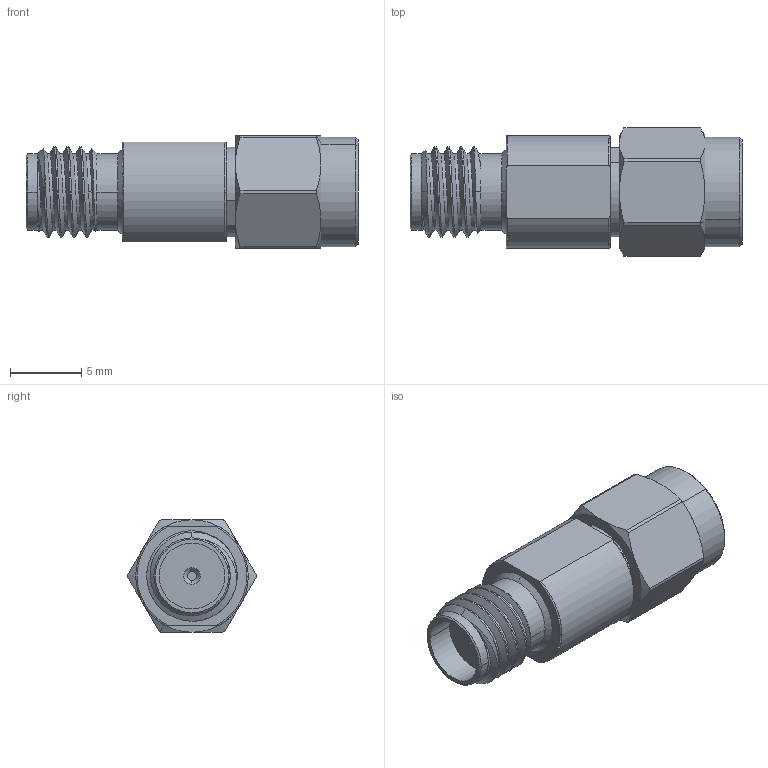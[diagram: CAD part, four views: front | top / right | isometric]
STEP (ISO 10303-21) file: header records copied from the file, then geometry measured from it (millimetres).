
FILE_DESCRIPTION (( 'STEP AP214' ), '1' );
FILE_NAME ('FMAD1636_3D.step', '2023-03-14T21:02:19', ( '' ), ( '' ), 'SwSTEP 2.0', 'SolidWorks 2022', '' );
FILE_SCHEMA (( 'AUTOMOTIVE_DESIGN' ));
Length unit declared in the file: millimetre
Products named in the file (4): FMAD1636_3D; 3.5 PLUG^FMAD1636; 2.92 JACK mod^FMAD1636; 2.92 jack ferrule^FMAD1636
Assembly tree (3 placements, depth 2):
  FMAD1636_3D
    2.92 JACK mod^FMAD1636
    2.92 jack ferrule^FMAD1636
    3.5 PLUG^FMAD1636
Bounding box: 23.3 x 9 x 7.9 mm (x, y, z)
Volume: 826.4 mm3; surface area: 1264.3 mm2
Topology: 3 solids, 3 shells, 154 faces, 385 edges, 244 vertices
Faces by surface type: cylinder 59, cone 49, plane 31, bspline 9, torus 6
Entity records: 7165 total; most frequent: CARTESIAN_POINT 3495, ORIENTED_EDGE 770, DIRECTION 731, EDGE_CURVE 385, AXIS2_PLACEMENT_3D 304, VERTEX_POINT 244, EDGE_LOOP 165, ADVANCED_FACE 154
